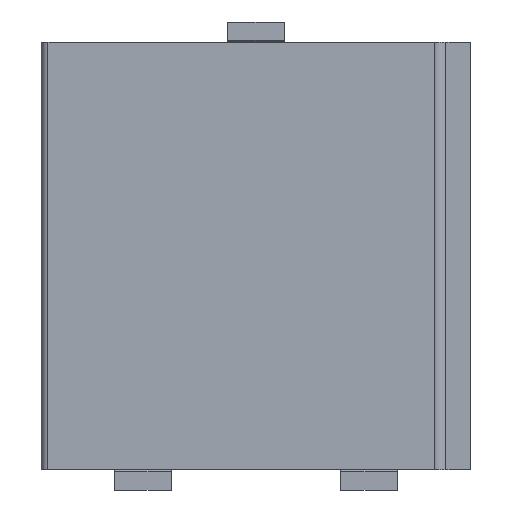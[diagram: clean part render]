
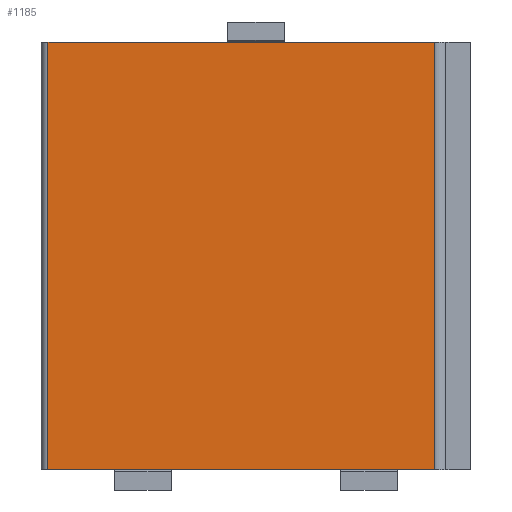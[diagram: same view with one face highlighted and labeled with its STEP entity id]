
A CAD part, front view. The second image highlights one B-rep face of the part: STEP entity #1185.
In plain terms, the highlighted planar face has unit normal (0, -1, 0).
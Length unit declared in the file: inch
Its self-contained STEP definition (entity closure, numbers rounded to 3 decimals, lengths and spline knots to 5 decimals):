
#1=DIRECTION('',(0.,0.,-1.));
#2=VECTOR('',#1,0.189);
#3=CARTESIAN_POINT('',(0.072,0.,0.089));
#4=LINE('',#3,#2);
#5=DIRECTION('',(-1.,0.,0.));
#6=VECTOR('',#5,0.171);
#7=CARTESIAN_POINT('',(0.072,0.,-0.1));
#8=LINE('',#7,#6);
#9=DIRECTION('',(1.,0.,0.));
#10=VECTOR('',#9,0.171);
#11=CARTESIAN_POINT('',(-0.099,0.,0.089));
#12=LINE('',#11,#10);
#134=DIRECTION('',(0.,0.,1.));
#135=VECTOR('',#134,0.189);
#136=CARTESIAN_POINT('',(-0.099,0.,-0.1));
#137=LINE('',#136,#135);
#927=CARTESIAN_POINT('',(0.072,0.,0.089));
#928=CARTESIAN_POINT('',(0.072,0.,-0.1));
#929=VERTEX_POINT('',#927);
#930=VERTEX_POINT('',#928);
#955=CARTESIAN_POINT('',(-0.099,0.,-0.1));
#956=CARTESIAN_POINT('',(-0.099,0.,0.089));
#957=VERTEX_POINT('',#955);
#958=VERTEX_POINT('',#956);
#1170=CARTESIAN_POINT('',(0.,0.,0.));
#1171=DIRECTION('',(0.,1.,0.));
#1172=DIRECTION('',(1.,0.,0.));
#1173=AXIS2_PLACEMENT_3D('',#1170,#1171,#1172);
#1174=PLANE('',#1173);
#1176=ORIENTED_EDGE('',*,*,#1175,.T.);
#1178=ORIENTED_EDGE('',*,*,#1177,.T.);
#1180=ORIENTED_EDGE('',*,*,#1179,.T.);
#1182=ORIENTED_EDGE('',*,*,#1181,.T.);
#1183=EDGE_LOOP('',(#1176,#1178,#1180,#1182));
#1184=FACE_OUTER_BOUND('',#1183,.F.);
#1185=ADVANCED_FACE('',(#1184),#1174,.F.);
#1175=EDGE_CURVE('',#929,#930,#4,.T.);
#1177=EDGE_CURVE('',#930,#957,#8,.T.);
#1179=EDGE_CURVE('',#957,#958,#137,.T.);
#1181=EDGE_CURVE('',#958,#929,#12,.T.);
